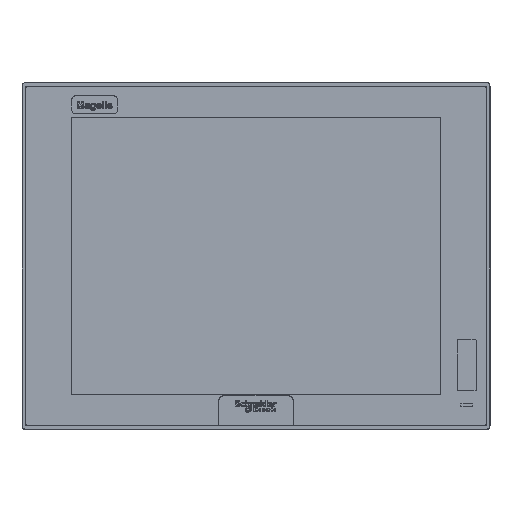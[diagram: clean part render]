
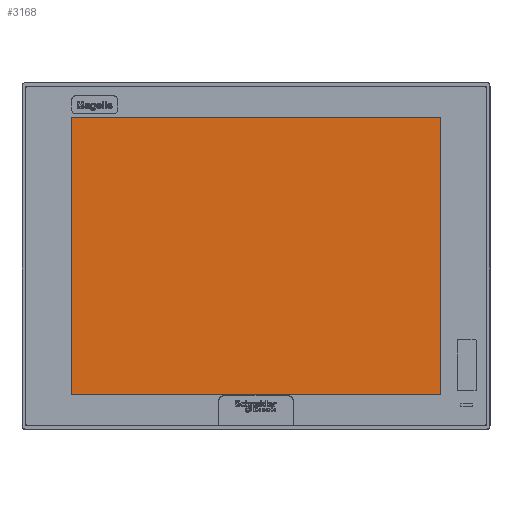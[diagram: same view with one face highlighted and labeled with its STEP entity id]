
A CAD part, top view. The second image highlights one B-rep face of the part: STEP entity #3168.
In plain terms, the highlighted planar face has unit normal (0, 0, 1).
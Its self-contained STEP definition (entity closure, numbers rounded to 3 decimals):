
#3168=ADVANCED_FACE('Corps principal',(#10293),#10294,.T.);
#10293=FACE_OUTER_BOUND('',#19488,.T.);
#10294=PLANE('',#19489);
#19488=EDGE_LOOP('',(#70063,#70064,#70065,#70066));
#19489=AXIS2_PLACEMENT_3D('',#70067,#70068,#70069);
#70063=ORIENTED_EDGE('',*,*,#85904,.T.);
#70064=ORIENTED_EDGE('',*,*,#85905,.T.);
#70065=ORIENTED_EDGE('',*,*,#85906,.T.);
#70066=ORIENTED_EDGE('',*,*,#85907,.T.);
#70067=CARTESIAN_POINT('',(0.0,0.0,85.446));
#70068=DIRECTION('',(0.0,0.0,1.0));
#70069=DIRECTION('',(1.0,-0.0,0.0));
#85904=EDGE_CURVE('',#101262,#101263,#101264,.F.);
#85905=EDGE_CURVE('',#101263,#101265,#101266,.F.);
#85906=EDGE_CURVE('',#101265,#101267,#101268,.F.);
#85907=EDGE_CURVE('',#101267,#101262,#101269,.F.);
#101262=VERTEX_POINT('',#173107);
#101263=VERTEX_POINT('',#173108);
#101264=LINE('',#173109,#173110);
#101265=VERTEX_POINT('',#173111);
#101266=LINE('',#173112,#173113);
#101267=VERTEX_POINT('',#173114);
#101268=LINE('',#173115,#173116);
#101269=LINE('',#173117,#173118);
#173107=CARTESIAN_POINT('',(-153.7,115.65,85.446));
#173108=CARTESIAN_POINT('',(-153.7,-115.65,85.446));
#173109=CARTESIAN_POINT('',(-153.7,0.0,85.446));
#173110=VECTOR('',#190125,1.0);
#173111=CARTESIAN_POINT('',(153.7,-115.65,85.446));
#173112=CARTESIAN_POINT('',(0.0,-115.65,85.446));
#173113=VECTOR('',#190126,1.0);
#173114=CARTESIAN_POINT('',(153.7,115.65,85.446));
#173115=CARTESIAN_POINT('',(153.7,0.0,85.446));
#173116=VECTOR('',#190127,1.0);
#173117=CARTESIAN_POINT('',(0.0,115.65,85.446));
#173118=VECTOR('',#190128,1.0);
#190125=DIRECTION('',(0.0,1.0,0.0));
#190126=DIRECTION('',(-1.0,0.0,0.0));
#190127=DIRECTION('',(0.0,-1.0,0.0));
#190128=DIRECTION('',(1.0,0.0,0.0));
